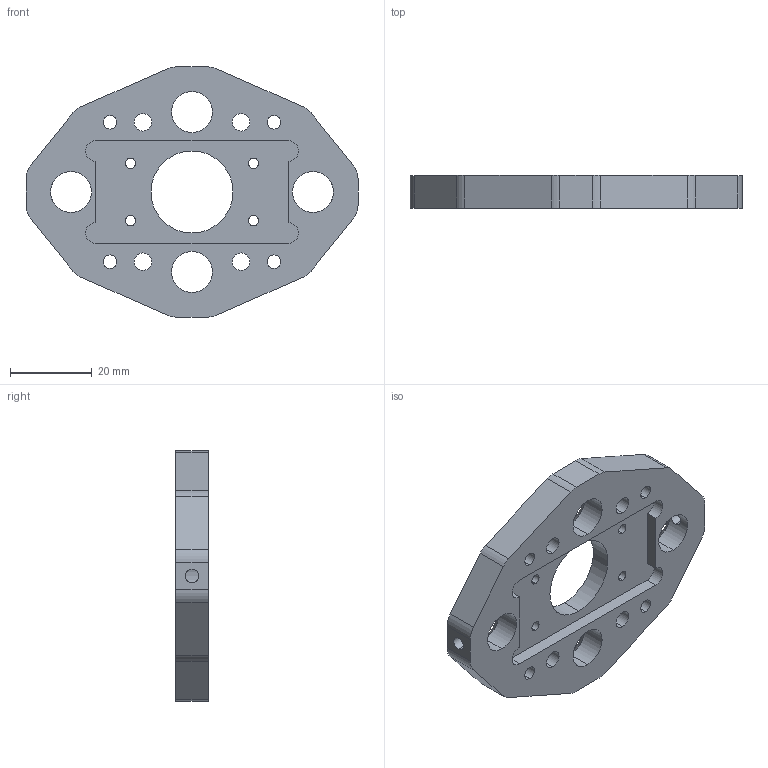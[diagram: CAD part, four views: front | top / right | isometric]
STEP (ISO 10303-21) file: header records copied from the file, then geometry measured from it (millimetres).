
FILE_DESCRIPTION (( 'STEP AP214' ), '1' );
FILE_NAME ('XW-USI-001-Aa-plaque-support-sonde.STEP', '2020-05-25T07:08:48', ( '' ), ( '' ), 'SwSTEP 2.0', 'SolidWorks 2016', '' );
FILE_SCHEMA (( 'AUTOMOTIVE_DESIGN' ));
Length unit declared in the file: millimetre
Products named in the file (1): XW-USI-001-Aa-plaque-support-sonde
Bounding box: 81 x 8 x 61 mm (x, y, z)
Volume: 19130.2 mm3; surface area: 10327.9 mm2
Topology: 1 solids, 1 shells, 93 faces, 250 edges, 164 vertices
Faces by surface type: cylinder 62, plane 23, cone 8
Entity records: 3402 total; most frequent: CARTESIAN_POINT 620, DIRECTION 562, ORIENTED_EDGE 500, EDGE_CURVE 250, AXIS2_PLACEMENT_3D 222, VERTEX_POINT 164, EDGE_LOOP 136, CIRCLE 128
